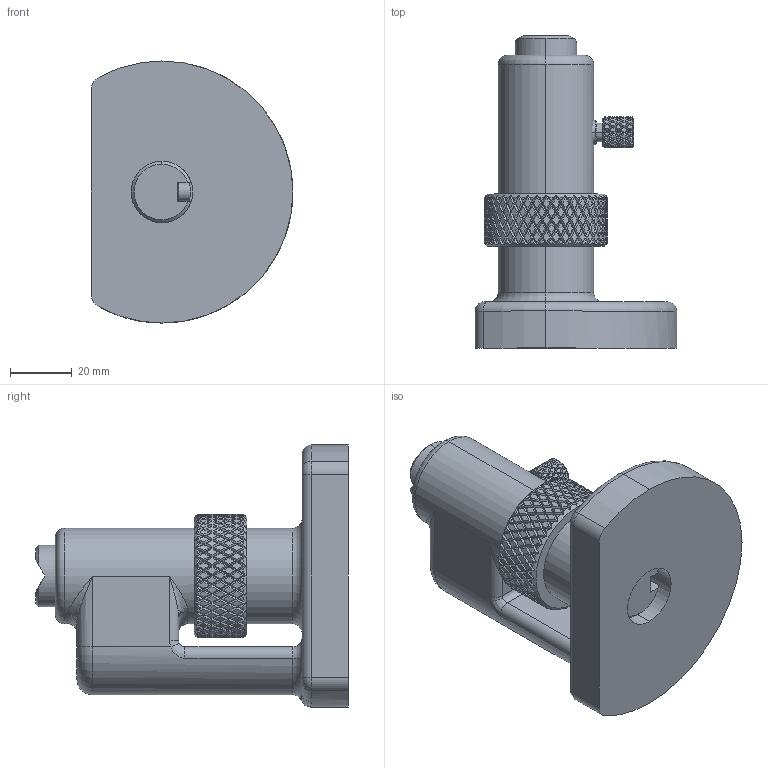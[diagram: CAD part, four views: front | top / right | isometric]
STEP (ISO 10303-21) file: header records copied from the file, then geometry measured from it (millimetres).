
FILE_DESCRIPTION (( 'STEP AP203' ), '1' );
FILE_NAME ('塵葭燮 褻董ヶ.STEP', '2022-09-16T04:50:31', ( '' ), ( '' ), 'SwSTEP 2.0', 'SolidWorks 2017', '' );
FILE_SCHEMA (( 'CONFIG_CONTROL_DESIGN' ));
Length unit declared in the file: millimetre
Products named in the file (5): 塵葭燮-獄羹; 塵葭燮 褻董ヶ; 塵葭燮-陛檜萄 獐お; 塵葭燮-褻薑с菟; 塵葭燮-褻薑蹴
Assembly tree (4 placements, depth 2):
  塵葭燮 褻董ヶ
    塵葭燮-獄羹
    塵葭燮-褻薑蹴
    塵葭燮-陛檜萄 獐お
    塵葭燮-褻薑с菟
Bounding box: 65.5 x 101.38 x 85 mm (x, y, z)
Volume: 176024.7 mm3; surface area: 42258.8 mm2
Topology: 4 solids, 4 shells, 1825 faces, 4024 edges, 2207 vertices
Faces by surface type: bspline 1327, cylinder 428, plane 27, cone 24, torus 19
Entity records: 77656 total; most frequent: CARTESIAN_POINT 52873, ORIENTED_EDGE 8040, EDGE_CURVE 4020, VERTEX_POINT 2207, EDGE_LOOP 1837, FACE_OUTER_BOUND 1825, ADVANCED_FACE 1825, DIRECTION 1659
